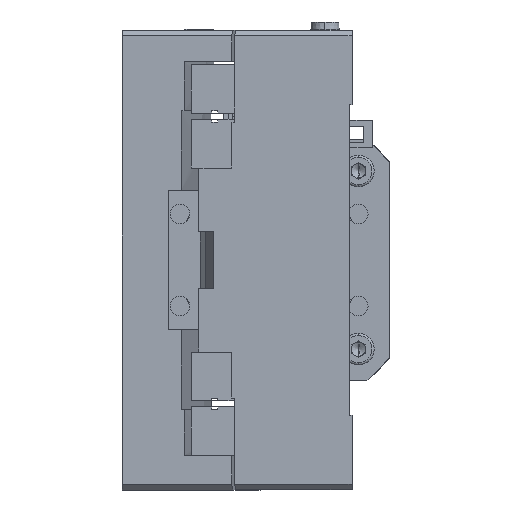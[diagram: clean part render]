
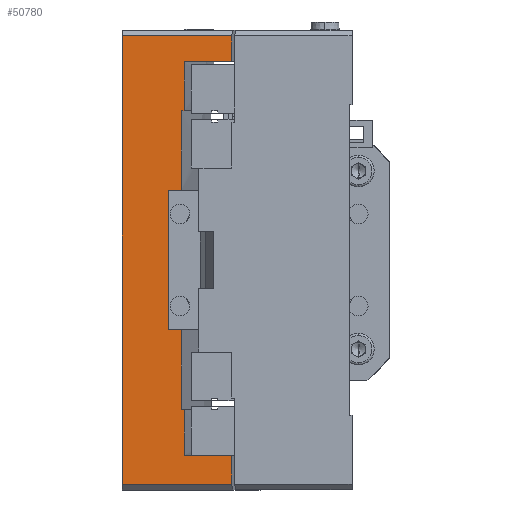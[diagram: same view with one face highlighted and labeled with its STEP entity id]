
A CAD part, left-side view. The second image highlights one B-rep face of the part: STEP entity #50780.
In plain terms, the highlighted planar face has unit normal (-1, 0, 0).
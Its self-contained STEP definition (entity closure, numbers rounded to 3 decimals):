
#23 = ORIENTED_EDGE ( 'NONE', *, *, #8568, .T. ) ;
#1655 = CARTESIAN_POINT ( 'NONE',  ( -40., 20.953, 34.5 ) ) ;
#1994 = CARTESIAN_POINT ( 'NONE',  ( -40., 14., 40. ) ) ;
#4281 = VERTEX_POINT ( 'NONE', #19338 ) ;
#5896 = ORIENTED_EDGE ( 'NONE', *, *, #47606, .F. ) ;
#6210 = CARTESIAN_POINT ( 'NONE',  ( -40., 29.215, -26. ) ) ;
#6378 = VERTEX_POINT ( 'NONE', #32903 ) ;
#6835 = VECTOR ( 'NONE', #29950, 1000. ) ;
#7065 = DIRECTION ( 'NONE',  ( 0., 1., 0. ) ) ;
#7146 = VECTOR ( 'NONE', #29260, 1000. ) ;
#7600 = LINE ( 'NONE', #6210, #34128 ) ;
#8241 = EDGE_CURVE ( 'NONE', #45338, #18108, #46372, .T. ) ;
#8555 = LINE ( 'NONE', #10571, #7146 ) ;
#8568 = EDGE_CURVE ( 'NONE', #54676, #48178, #23890, .T. ) ;
#8631 = VECTOR ( 'NONE', #54406, 1000. ) ;
#10032 = LINE ( 'NONE', #14686, #8631 ) ;
#10257 = CARTESIAN_POINT ( 'NONE',  ( -40., 32., 12.1 ) ) ;
#10571 = CARTESIAN_POINT ( 'NONE',  ( -40., 20.953, 40. ) ) ;
#11047 = EDGE_CURVE ( 'NONE', #4281, #54720, #16275, .T. ) ;
#11437 = VECTOR ( 'NONE', #33948, 1000. ) ;
#11783 = VECTOR ( 'NONE', #55450, 1000. ) ;
#11942 = DIRECTION ( 'NONE',  ( 0., 0., 1. ) ) ;
#12486 = EDGE_CURVE ( 'NONE', #41036, #54676, #8555, .T. ) ;
#12754 = VECTOR ( 'NONE', #42109, 1000. ) ;
#13224 = EDGE_CURVE ( 'NONE', #41036, #44161, #32945, .T. ) ;
#13800 = CARTESIAN_POINT ( 'NONE',  ( -40., 29.733, 12. ) ) ;
#13808 = CARTESIAN_POINT ( 'NONE',  ( -40., 14., 39. ) ) ;
#13811 = LINE ( 'NONE', #23916, #11783 ) ;
#14686 = CARTESIAN_POINT ( 'NONE',  ( -40., 29.733, -12. ) ) ;
#15147 = CARTESIAN_POINT ( 'NONE',  ( -40., 29.733, 26. ) ) ;
#15610 = DIRECTION ( 'NONE',  ( -1., 0., 0. ) ) ;
#16275 = LINE ( 'NONE', #56082, #11437 ) ;
#17819 = ORIENTED_EDGE ( 'NONE', *, *, #24927, .T. ) ;
#18108 = VERTEX_POINT ( 'NONE', #32659 ) ;
#19029 = EDGE_CURVE ( 'NONE', #51493, #6378, #10032, .T. ) ;
#19338 = CARTESIAN_POINT ( 'NONE',  ( -40., 29.215, 26. ) ) ;
#19710 = CARTESIAN_POINT ( 'NONE',  ( -40., 32., -12.1 ) ) ;
#19993 = VECTOR ( 'NONE', #55809, 1000. ) ;
#20515 = EDGE_LOOP ( 'NONE', ( #49959, #23, #5896, #44198, #26704, #57487, #50334, #33186, #46454, #23562, #28410, #17819, #55566, #29995, #57583, #46882 ) ) ;
#21823 = VECTOR ( 'NONE', #36879, 1000. ) ;
#22194 = EDGE_CURVE ( 'NONE', #55797, #42193, #7600, .T. ) ;
#22618 = EDGE_CURVE ( 'NONE', #47916, #50107, #45971, .T. ) ;
#23083 = DIRECTION ( 'NONE',  ( 0., 1., 0. ) ) ;
#23180 = CARTESIAN_POINT ( 'NONE',  ( -40., 29.215, 26. ) ) ;
#23562 = ORIENTED_EDGE ( 'NONE', *, *, #56403, .T. ) ;
#23584 = VECTOR ( 'NONE', #49462, 1000. ) ;
#23662 = CARTESIAN_POINT ( 'NONE',  ( -40., 20.953, 34.5 ) ) ;
#23890 = LINE ( 'NONE', #13808, #34388 ) ;
#23916 = CARTESIAN_POINT ( 'NONE',  ( -40., 40., 40. ) ) ;
#24091 = CARTESIAN_POINT ( 'NONE',  ( -40., 14., -26. ) ) ;
#24927 = EDGE_CURVE ( 'NONE', #18108, #57790, #25600, .T. ) ;
#25204 = CARTESIAN_POINT ( 'NONE',  ( -40., 14., -34. ) ) ;
#25600 = LINE ( 'NONE', #52947, #50739 ) ;
#25652 = AXIS2_PLACEMENT_3D ( 'NONE', #1994, #15610, #32797 ) ;
#26468 = CARTESIAN_POINT ( 'NONE',  ( -40., 29.733, -12.1 ) ) ;
#26620 = VECTOR ( 'NONE', #23083, 1000. ) ;
#26704 = ORIENTED_EDGE ( 'NONE', *, *, #44845, .T. ) ;
#26861 = CARTESIAN_POINT ( 'NONE',  ( -40., 29.733, 12.1 ) ) ;
#28056 = CARTESIAN_POINT ( 'NONE',  ( -40., 29.215, -34. ) ) ;
#28410 = ORIENTED_EDGE ( 'NONE', *, *, #8241, .T. ) ;
#29260 = DIRECTION ( 'NONE',  ( 0., 0., 1. ) ) ;
#29577 = EDGE_CURVE ( 'NONE', #49112, #42193, #47276, .T. ) ;
#29950 = DIRECTION ( 'NONE',  ( 0., -1., 0. ) ) ;
#29995 = ORIENTED_EDGE ( 'NONE', *, *, #11047, .F. ) ;
#31597 = EDGE_CURVE ( 'NONE', #4281, #44161, #40022, .T. ) ;
#32659 = CARTESIAN_POINT ( 'NONE',  ( -40., 32., 12.1 ) ) ;
#32797 = DIRECTION ( 'NONE',  ( 0., 0., 1. ) ) ;
#32884 = VECTOR ( 'NONE', #34702, 1000. ) ;
#32903 = CARTESIAN_POINT ( 'NONE',  ( -40., 29.733, -26. ) ) ;
#32945 = LINE ( 'NONE', #23662, #26620 ) ;
#33186 = ORIENTED_EDGE ( 'NONE', *, *, #48786, .T. ) ;
#33544 = CARTESIAN_POINT ( 'NONE',  ( -40., 32., -12.1 ) ) ;
#33948 = DIRECTION ( 'NONE',  ( 0., 1., 0. ) ) ;
#34128 = VECTOR ( 'NONE', #51534, 1000. ) ;
#34388 = VECTOR ( 'NONE', #36472, 1000. ) ;
#34702 = DIRECTION ( 'NONE',  ( 0., 0., 1. ) ) ;
#35615 = CARTESIAN_POINT ( 'NONE',  ( -40., 40., -39. ) ) ;
#36472 = DIRECTION ( 'NONE',  ( 0., 1., 0. ) ) ;
#36879 = DIRECTION ( 'NONE',  ( 0., 0., 1. ) ) ;
#37508 = LINE ( 'NONE', #24091, #19993 ) ;
#38210 = CARTESIAN_POINT ( 'NONE',  ( -40., 20.953, -39. ) ) ;
#38404 = CARTESIAN_POINT ( 'NONE',  ( -40., 14., -39. ) ) ;
#38690 = CARTESIAN_POINT ( 'NONE',  ( -40., 29.215, -26. ) ) ;
#40022 = LINE ( 'NONE', #23180, #21823 ) ;
#41036 = VERTEX_POINT ( 'NONE', #1655 ) ;
#41578 = CARTESIAN_POINT ( 'NONE',  ( -40., 20.953, 39. ) ) ;
#42109 = DIRECTION ( 'NONE',  ( 0., 0., 1. ) ) ;
#42193 = VERTEX_POINT ( 'NONE', #28056 ) ;
#42705 = LINE ( 'NONE', #13800, #32884 ) ;
#43522 = LINE ( 'NONE', #57499, #54001 ) ;
#44161 = VERTEX_POINT ( 'NONE', #49222 ) ;
#44198 = ORIENTED_EDGE ( 'NONE', *, *, #22618, .T. ) ;
#44845 = EDGE_CURVE ( 'NONE', #50107, #49112, #43522, .T. ) ;
#45338 = VERTEX_POINT ( 'NONE', #33544 ) ;
#45583 = CARTESIAN_POINT ( 'NONE',  ( -40., 40., 39. ) ) ;
#45971 = LINE ( 'NONE', #38404, #6835 ) ;
#46372 = LINE ( 'NONE', #10257, #12754 ) ;
#46454 = ORIENTED_EDGE ( 'NONE', *, *, #19029, .F. ) ;
#46882 = ORIENTED_EDGE ( 'NONE', *, *, #13224, .F. ) ;
#47276 = LINE ( 'NONE', #25204, #50067 ) ;
#47606 = EDGE_CURVE ( 'NONE', #47916, #48178, #13811, .T. ) ;
#47916 = VERTEX_POINT ( 'NONE', #35615 ) ;
#48006 = FACE_OUTER_BOUND ( 'NONE', #20515, .T. ) ;
#48178 = VERTEX_POINT ( 'NONE', #45583 ) ;
#48786 = EDGE_CURVE ( 'NONE', #55797, #6378, #37508, .T. ) ;
#49112 = VERTEX_POINT ( 'NONE', #54989 ) ;
#49222 = CARTESIAN_POINT ( 'NONE',  ( -40., 29.215, 34.5 ) ) ;
#49462 = DIRECTION ( 'NONE',  ( 0., 1., 0. ) ) ;
#49492 = LINE ( 'NONE', #19710, #23584 ) ;
#49959 = ORIENTED_EDGE ( 'NONE', *, *, #12486, .T. ) ;
#50067 = VECTOR ( 'NONE', #7065, 1000. ) ;
#50107 = VERTEX_POINT ( 'NONE', #38210 ) ;
#50334 = ORIENTED_EDGE ( 'NONE', *, *, #22194, .F. ) ;
#50739 = VECTOR ( 'NONE', #53503, 1000. ) ;
#50780 = ADVANCED_FACE ( 'NONE', ( #48006 ), #55719, .T. ) ;
#51493 = VERTEX_POINT ( 'NONE', #26468 ) ;
#51534 = DIRECTION ( 'NONE',  ( 0., 0., -1. ) ) ;
#52947 = CARTESIAN_POINT ( 'NONE',  ( -40., 32., 12.1 ) ) ;
#53503 = DIRECTION ( 'NONE',  ( 0., -1., 0. ) ) ;
#54001 = VECTOR ( 'NONE', #11942, 1000. ) ;
#54406 = DIRECTION ( 'NONE',  ( 0., 0., -1. ) ) ;
#54531 = EDGE_CURVE ( 'NONE', #57790, #54720, #42705, .T. ) ;
#54676 = VERTEX_POINT ( 'NONE', #41578 ) ;
#54720 = VERTEX_POINT ( 'NONE', #15147 ) ;
#54989 = CARTESIAN_POINT ( 'NONE',  ( -40., 20.953, -34. ) ) ;
#55450 = DIRECTION ( 'NONE',  ( 0., 0., 1. ) ) ;
#55566 = ORIENTED_EDGE ( 'NONE', *, *, #54531, .T. ) ;
#55719 = PLANE ( 'NONE',  #25652 ) ;
#55797 = VERTEX_POINT ( 'NONE', #38690 ) ;
#55809 = DIRECTION ( 'NONE',  ( 0., 1., 0. ) ) ;
#56082 = CARTESIAN_POINT ( 'NONE',  ( -40., 14., 26. ) ) ;
#56403 = EDGE_CURVE ( 'NONE', #51493, #45338, #49492, .T. ) ;
#57487 = ORIENTED_EDGE ( 'NONE', *, *, #29577, .T. ) ;
#57499 = CARTESIAN_POINT ( 'NONE',  ( -40., 20.953, 40. ) ) ;
#57583 = ORIENTED_EDGE ( 'NONE', *, *, #31597, .T. ) ;
#57790 = VERTEX_POINT ( 'NONE', #26861 ) ;
